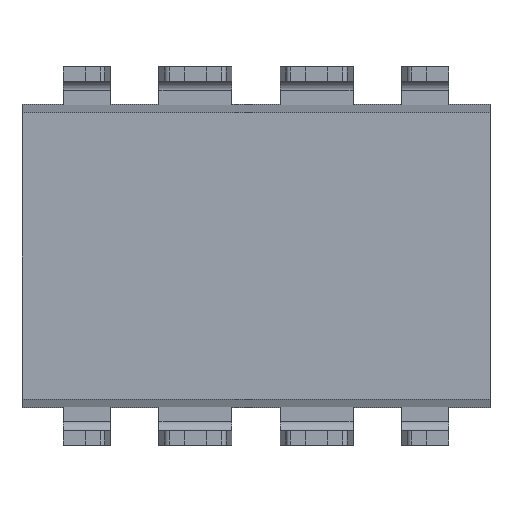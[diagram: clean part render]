
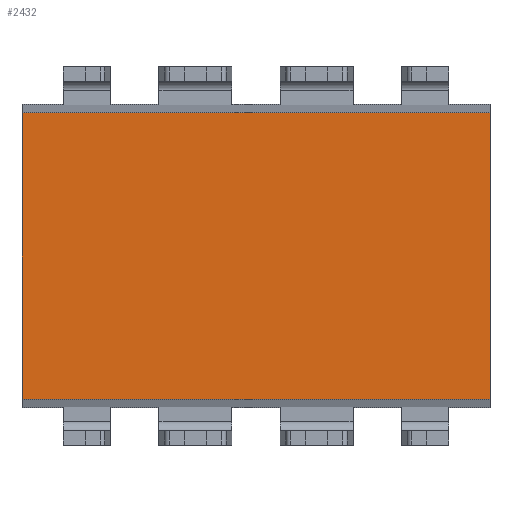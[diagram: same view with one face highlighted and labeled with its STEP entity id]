
A CAD part, front view. The second image highlights one B-rep face of the part: STEP entity #2432.
In plain terms, the highlighted planar face has unit normal (0, -1, 0).
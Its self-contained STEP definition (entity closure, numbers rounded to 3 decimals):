
#35=PLANE('',#2594);
#145=FACE_OUTER_BOUND('',#283,.T.);
#283=EDGE_LOOP('',(#1702,#1703,#1704,#1705));
#422=LINE('',#3499,#724);
#430=LINE('',#3514,#732);
#431=LINE('',#3517,#733);
#432=LINE('',#3518,#734);
#724=VECTOR('',#2801,10.);
#732=VECTOR('',#2813,10.);
#733=VECTOR('',#2816,10.);
#734=VECTOR('',#2817,10.);
#1084=VERTEX_POINT('',#3496);
#1085=VERTEX_POINT('',#3498);
#1090=VERTEX_POINT('',#3512);
#1091=VERTEX_POINT('',#3516);
#1326=EDGE_CURVE('',#1084,#1085,#422,.T.);
#1334=EDGE_CURVE('',#1084,#1090,#430,.T.);
#1335=EDGE_CURVE('',#1091,#1090,#431,.T.);
#1336=EDGE_CURVE('',#1085,#1091,#432,.T.);
#1702=ORIENTED_EDGE('',*,*,#1326,.F.);
#1703=ORIENTED_EDGE('',*,*,#1334,.T.);
#1704=ORIENTED_EDGE('',*,*,#1335,.F.);
#1705=ORIENTED_EDGE('',*,*,#1336,.F.);
#2432=ADVANCED_FACE('',(#145),#35,.T.);
#2594=AXIS2_PLACEMENT_3D('',#3515,#2814,#2815);
#2801=DIRECTION('',(0.,0.,1.));
#2813=DIRECTION('',(1.,0.,0.));
#2814=DIRECTION('center_axis',(0.,-1.,0.));
#2815=DIRECTION('ref_axis',(0.,0.,-1.));
#2816=DIRECTION('',(0.,0.,-1.));
#2817=DIRECTION('',(1.,0.,0.));
#3496=CARTESIAN_POINT('',(-4.9,1.25,-3.));
#3498=CARTESIAN_POINT('',(-4.9,1.25,3.));
#3499=CARTESIAN_POINT('',(-4.9,1.25,0.));
#3512=CARTESIAN_POINT('',(4.9,1.25,-3.));
#3514=CARTESIAN_POINT('',(-4.9,1.25,-3.));
#3515=CARTESIAN_POINT('Origin',(-4.9,1.25,3.));
#3516=CARTESIAN_POINT('',(4.9,1.25,3.));
#3517=CARTESIAN_POINT('',(4.9,1.25,0.));
#3518=CARTESIAN_POINT('',(-4.9,1.25,3.));
